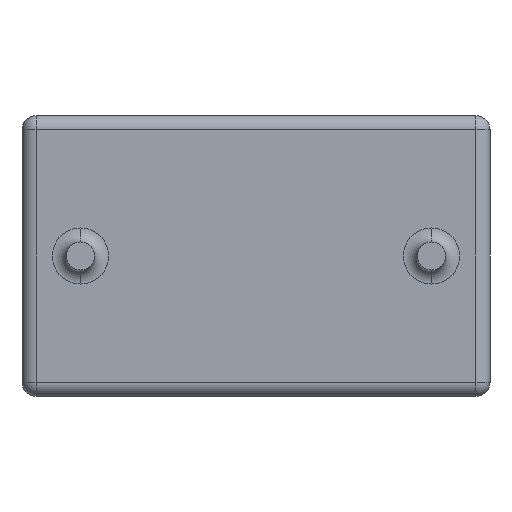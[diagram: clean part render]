
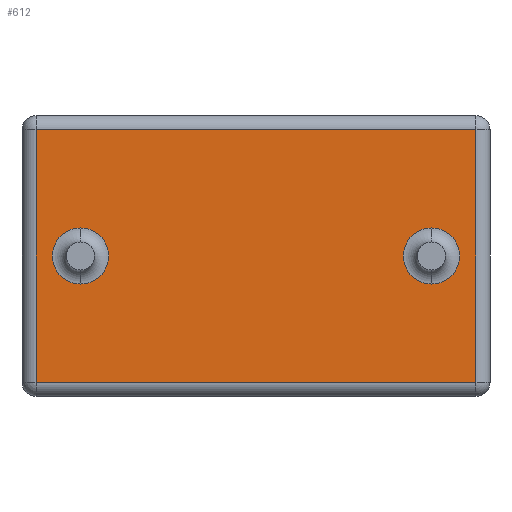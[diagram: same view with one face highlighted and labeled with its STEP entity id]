
A CAD part, front view. The second image highlights one B-rep face of the part: STEP entity #612.
In plain terms, the highlighted planar face has unit normal (0, -1, 0).
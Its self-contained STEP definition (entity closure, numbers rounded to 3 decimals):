
#2 = LINE ( 'NONE', #444, #880 ) ;
#4 = AXIS2_PLACEMENT_3D ( 'NONE', #311, #386, #908 ) ;
#57 = VERTEX_POINT ( 'NONE', #699 ) ;
#73 = CARTESIAN_POINT ( 'NONE',  ( -3.75, -8., -0.6 ) ) ;
#81 = VERTEX_POINT ( 'NONE', #934 ) ;
#83 = EDGE_CURVE ( 'NONE', #546, #339, #207, .T. ) ;
#86 = CARTESIAN_POINT ( 'NONE',  ( 3.75, -8., 0. ) ) ;
#92 = ORIENTED_EDGE ( 'NONE', *, *, #885, .T. ) ;
#98 = CARTESIAN_POINT ( 'NONE',  ( -3.75, -8., 0. ) ) ;
#105 = EDGE_LOOP ( 'NONE', ( #745, #523, #429, #319 ) ) ;
#135 = DIRECTION ( 'NONE',  ( 0., 1., 0. ) ) ;
#138 = CARTESIAN_POINT ( 'NONE',  ( -5., -8., 2.7 ) ) ;
#168 = CARTESIAN_POINT ( 'NONE',  ( 3.75, -8., -0.6 ) ) ;
#184 = CIRCLE ( 'NONE', #706, 0.6 ) ;
#207 = LINE ( 'NONE', #326, #902 ) ;
#212 = CARTESIAN_POINT ( 'NONE',  ( -4.7, -8., -2.7 ) ) ;
#220 = VECTOR ( 'NONE', #900, 1000. ) ;
#229 = EDGE_CURVE ( 'NONE', #427, #546, #2, .T. ) ;
#236 = EDGE_LOOP ( 'NONE', ( #730, #293 ) ) ;
#252 = DIRECTION ( 'NONE',  ( 0., 1., 0. ) ) ;
#293 = ORIENTED_EDGE ( 'NONE', *, *, #778, .T. ) ;
#311 = CARTESIAN_POINT ( 'NONE',  ( 3.75, -8., 0. ) ) ;
#319 = ORIENTED_EDGE ( 'NONE', *, *, #762, .T. ) ;
#326 = CARTESIAN_POINT ( 'NONE',  ( 5., -8., -2.7 ) ) ;
#339 = VERTEX_POINT ( 'NONE', #554 ) ;
#376 = VERTEX_POINT ( 'NONE', #168 ) ;
#386 = DIRECTION ( 'NONE',  ( 0., 1., 0. ) ) ;
#404 = EDGE_LOOP ( 'NONE', ( #92, #864 ) ) ;
#426 = VECTOR ( 'NONE', #947, 1000. ) ;
#427 = VERTEX_POINT ( 'NONE', #480 ) ;
#429 = ORIENTED_EDGE ( 'NONE', *, *, #83, .T. ) ;
#436 = LINE ( 'NONE', #138, #426 ) ;
#444 = CARTESIAN_POINT ( 'NONE',  ( -4.7, -8., 3. ) ) ;
#480 = CARTESIAN_POINT ( 'NONE',  ( -4.7, -8., 2.7 ) ) ;
#493 = DIRECTION ( 'NONE',  ( 0., 0., 1. ) ) ;
#506 = DIRECTION ( 'NONE',  ( 0., 0., 1. ) ) ;
#508 = AXIS2_PLACEMENT_3D ( 'NONE', #86, #852, #907 ) ;
#515 = DIRECTION ( 'NONE',  ( 0., 1., 0. ) ) ;
#520 = CIRCLE ( 'NONE', #4, 0.6 ) ;
#521 = DIRECTION ( 'NONE',  ( 0., 0., 1. ) ) ;
#523 = ORIENTED_EDGE ( 'NONE', *, *, #229, .T. ) ;
#527 = EDGE_CURVE ( 'NONE', #710, #585, #682, .T. ) ;
#538 = AXIS2_PLACEMENT_3D ( 'NONE', #591, #135, #506 ) ;
#546 = VERTEX_POINT ( 'NONE', #212 ) ;
#554 = CARTESIAN_POINT ( 'NONE',  ( 4.7, -8., -2.7 ) ) ;
#585 = VERTEX_POINT ( 'NONE', #748 ) ;
#591 = CARTESIAN_POINT ( 'NONE',  ( -5., -8., 3. ) ) ;
#610 = AXIS2_PLACEMENT_3D ( 'NONE', #666, #515, #521 ) ;
#612 = ADVANCED_FACE ( 'NONE', ( #833, #640, #753 ), #893, .F. ) ;
#613 = CARTESIAN_POINT ( 'NONE',  ( 4.7, -8., 3. ) ) ;
#640 = FACE_BOUND ( 'NONE', #404, .T. ) ;
#649 = EDGE_CURVE ( 'NONE', #81, #427, #436, .T. ) ;
#666 = CARTESIAN_POINT ( 'NONE',  ( -3.75, -8., 0. ) ) ;
#682 = CIRCLE ( 'NONE', #610, 0.6 ) ;
#699 = CARTESIAN_POINT ( 'NONE',  ( 3.75, -8., 0.6 ) ) ;
#706 = AXIS2_PLACEMENT_3D ( 'NONE', #98, #252, #493 ) ;
#710 = VERTEX_POINT ( 'NONE', #73 ) ;
#727 = CIRCLE ( 'NONE', #508, 0.6 ) ;
#730 = ORIENTED_EDGE ( 'NONE', *, *, #819, .T. ) ;
#745 = ORIENTED_EDGE ( 'NONE', *, *, #649, .T. ) ;
#748 = CARTESIAN_POINT ( 'NONE',  ( -3.75, -8., 0.6 ) ) ;
#749 = DIRECTION ( 'NONE',  ( 0., 0., -1. ) ) ;
#753 = FACE_BOUND ( 'NONE', #236, .T. ) ;
#762 = EDGE_CURVE ( 'NONE', #339, #81, #824, .T. ) ;
#778 = EDGE_CURVE ( 'NONE', #376, #57, #727, .T. ) ;
#819 = EDGE_CURVE ( 'NONE', #57, #376, #520, .T. ) ;
#824 = LINE ( 'NONE', #613, #220 ) ;
#833 = FACE_OUTER_BOUND ( 'NONE', #105, .T. ) ;
#852 = DIRECTION ( 'NONE',  ( 0., 1., 0. ) ) ;
#864 = ORIENTED_EDGE ( 'NONE', *, *, #527, .T. ) ;
#865 = DIRECTION ( 'NONE',  ( 1., 0., 0. ) ) ;
#880 = VECTOR ( 'NONE', #749, 1000. ) ;
#885 = EDGE_CURVE ( 'NONE', #585, #710, #184, .T. ) ;
#893 = PLANE ( 'NONE',  #538 ) ;
#900 = DIRECTION ( 'NONE',  ( 0., 0., 1. ) ) ;
#902 = VECTOR ( 'NONE', #865, 1000. ) ;
#907 = DIRECTION ( 'NONE',  ( 0., 0., 1. ) ) ;
#908 = DIRECTION ( 'NONE',  ( 0., 0., 1. ) ) ;
#934 = CARTESIAN_POINT ( 'NONE',  ( 4.7, -8., 2.7 ) ) ;
#947 = DIRECTION ( 'NONE',  ( -1., 0., 0. ) ) ;
